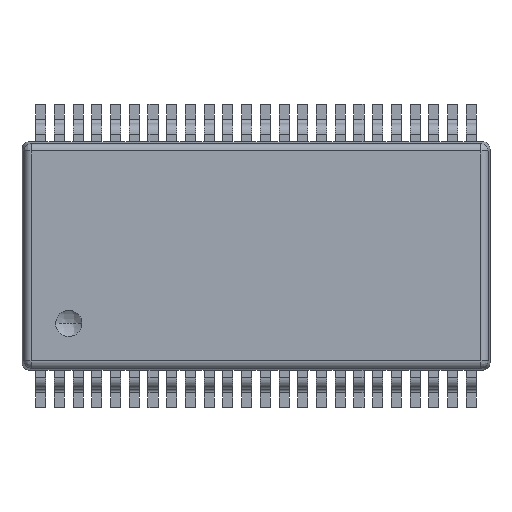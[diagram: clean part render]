
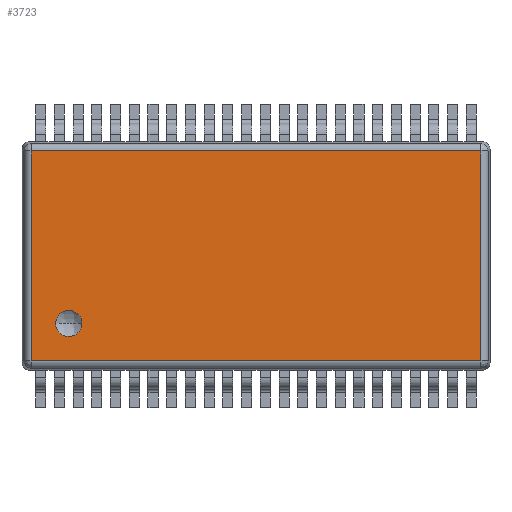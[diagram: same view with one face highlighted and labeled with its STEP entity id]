
A CAD part, top view. The second image highlights one B-rep face of the part: STEP entity #3723.
In plain terms, the highlighted planar face has unit normal (0, 0, 1).
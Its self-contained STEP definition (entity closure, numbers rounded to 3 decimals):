
#856 = CARTESIAN_POINT ( 'NONE',  ( 6.003, -3.05, 1.1 ) ) ;
#1158 = FACE_BOUND ( 'NONE', #4842, .T. ) ;
#1274 = CARTESIAN_POINT ( 'NONE',  ( -6.003, -3.05, 1.1 ) ) ;
#1643 = ORIENTED_EDGE ( 'NONE', *, *, #4993, .T. ) ;
#1646 = LINE ( 'NONE', #23483, #5383 ) ;
#2605 = EDGE_CURVE ( 'NONE', #5729, #11202, #4105, .T. ) ;
#2666 = CARTESIAN_POINT ( 'NONE',  ( -5.182, -2.113, 1.1 ) ) ;
#2686 = CARTESIAN_POINT ( 'NONE',  ( -4.65, -1.8, 1.1 ) ) ;
#2722 = PLANE ( 'NONE',  #12205 ) ;
#3723 = ADVANCED_FACE ( 'NONE', ( #17652, #1158 ), #2722, .T. ) ;
#4056 = DIRECTION ( 'NONE',  ( 1., 0., 0. ) ) ;
#4105 = B_SPLINE_CURVE_WITH_KNOTS ( 'NONE', 3,
 ( #20236, #7618, #5820, #20349, #10722, #8935, #6294, #11539, #6178, #2686 ),
 .UNSPECIFIED., .F., .F.,
 ( 4, 2, 2, 2, 4 ),
 ( 0.001, 0.001, 0.002, 0.002, 0.002 ),
 .UNSPECIFIED. ) ;
#4405 = VERTEX_POINT ( 'NONE', #9472 ) ;
#4455 = VERTEX_POINT ( 'NONE', #18647 ) ;
#4829 = CARTESIAN_POINT ( 'NONE',  ( -5.091, -2.15, 1.1 ) ) ;
#4842 = EDGE_LOOP ( 'NONE', ( #12684, #10556 ) ) ;
#4922 = DIRECTION ( 'NONE',  ( 0., -1., 0. ) ) ;
#4945 = CARTESIAN_POINT ( 'NONE',  ( -4.817, -2.112, 1.1 ) ) ;
#4993 = EDGE_CURVE ( 'NONE', #6547, #22977, #1646, .T. ) ;
#5383 = VECTOR ( 'NONE', #23255, 1000. ) ;
#5729 = VERTEX_POINT ( 'NONE', #6174 ) ;
#5820 = CARTESIAN_POINT ( 'NONE',  ( -5.312, -1.617, 1.1 ) ) ;
#5860 = CARTESIAN_POINT ( 'NONE',  ( -6.25, -2.803, 1.1 ) ) ;
#6174 = CARTESIAN_POINT ( 'NONE',  ( -5.35, -1.8, 1.1 ) ) ;
#6178 = CARTESIAN_POINT ( 'NONE',  ( -4.65, -1.708, 1.1 ) ) ;
#6294 = CARTESIAN_POINT ( 'NONE',  ( -4.818, -1.487, 1.1 ) ) ;
#6332 = DIRECTION ( 'NONE',  ( 1., 0., 0. ) ) ;
#6516 = CARTESIAN_POINT ( 'NONE',  ( -4.908, -2.15, 1.1 ) ) ;
#6547 = VERTEX_POINT ( 'NONE', #21448 ) ;
#7194 = CARTESIAN_POINT ( 'NONE',  ( -4.65, -1.8, 1.1 ) ) ;
#7618 = CARTESIAN_POINT ( 'NONE',  ( -5.35, -1.708, 1.1 ) ) ;
#8528 = CARTESIAN_POINT ( 'NONE',  ( -4.65, -1.8, 1.1 ) ) ;
#8827 = DIRECTION ( 'NONE',  ( 0., 1., 0. ) ) ;
#8935 = CARTESIAN_POINT ( 'NONE',  ( -4.909, -1.45, 1.1 ) ) ;
#9472 = CARTESIAN_POINT ( 'NONE',  ( -6.003, -2.803, 1.1 ) ) ;
#9895 = DIRECTION ( 'NONE',  ( 0., 0., 1. ) ) ;
#10196 = CARTESIAN_POINT ( 'NONE',  ( -5.35, -1.893, 1.1 ) ) ;
#10312 = EDGE_CURVE ( 'NONE', #4405, #22977, #20624, .T. ) ;
#10556 = ORIENTED_EDGE ( 'NONE', *, *, #2605, .T. ) ;
#10722 = CARTESIAN_POINT ( 'NONE',  ( -5.092, -1.45, 1.1 ) ) ;
#10927 = VECTOR ( 'NONE', #4922, 1000. ) ;
#10940 = EDGE_CURVE ( 'NONE', #6547, #4455, #22577, .T. ) ;
#11202 = VERTEX_POINT ( 'NONE', #7194 ) ;
#11539 = CARTESIAN_POINT ( 'NONE',  ( -4.687, -1.618, 1.1 ) ) ;
#12205 = AXIS2_PLACEMENT_3D ( 'NONE', #22650, #9895, #6332 ) ;
#12684 = ORIENTED_EDGE ( 'NONE', *, *, #20667, .T. ) ;
#12808 = VECTOR ( 'NONE', #8827, 1000. ) ;
#13364 = LINE ( 'NONE', #5860, #17623 ) ;
#14094 = B_SPLINE_CURVE_WITH_KNOTS ( 'NONE', 3,
 ( #8528, #19013, #22948, #4945, #6516, #4829, #2666, #21157, #10196, #17126 ),
 .UNSPECIFIED., .F., .F.,
 ( 4, 2, 2, 2, 4 ),
 ( 0., 0., 0.001, 0.001, 0.001 ),
 .UNSPECIFIED. ) ;
#17126 = CARTESIAN_POINT ( 'NONE',  ( -5.35, -1.8, 1.1 ) ) ;
#17283 = ORIENTED_EDGE ( 'NONE', *, *, #10940, .F. ) ;
#17480 = ORIENTED_EDGE ( 'NONE', *, *, #10312, .F. ) ;
#17623 = VECTOR ( 'NONE', #4056, 1000. ) ;
#17652 = FACE_OUTER_BOUND ( 'NONE', #19230, .T. ) ;
#18183 = CARTESIAN_POINT ( 'NONE',  ( -6.003, 2.803, 1.1 ) ) ;
#18647 = CARTESIAN_POINT ( 'NONE',  ( 6.003, -2.803, 1.1 ) ) ;
#19013 = CARTESIAN_POINT ( 'NONE',  ( -4.65, -1.893, 1.1 ) ) ;
#19230 = EDGE_LOOP ( 'NONE', ( #17283, #1643, #17480, #19415 ) ) ;
#19415 = ORIENTED_EDGE ( 'NONE', *, *, #23513, .T. ) ;
#20236 = CARTESIAN_POINT ( 'NONE',  ( -5.35, -1.8, 1.1 ) ) ;
#20349 = CARTESIAN_POINT ( 'NONE',  ( -5.183, -1.488, 1.1 ) ) ;
#20624 = LINE ( 'NONE', #1274, #12808 ) ;
#20667 = EDGE_CURVE ( 'NONE', #11202, #5729, #14094, .T. ) ;
#21157 = CARTESIAN_POINT ( 'NONE',  ( -5.313, -1.982, 1.1 ) ) ;
#21448 = CARTESIAN_POINT ( 'NONE',  ( 6.003, 2.803, 1.1 ) ) ;
#22577 = LINE ( 'NONE', #856, #10927 ) ;
#22650 = CARTESIAN_POINT ( 'NONE',  ( -6.25, -3.05, 1.1 ) ) ;
#22948 = CARTESIAN_POINT ( 'NONE',  ( -4.688, -1.983, 1.1 ) ) ;
#22977 = VERTEX_POINT ( 'NONE', #18183 ) ;
#23255 = DIRECTION ( 'NONE',  ( -1., 0., 0. ) ) ;
#23483 = CARTESIAN_POINT ( 'NONE',  ( -6.25, 2.803, 1.1 ) ) ;
#23513 = EDGE_CURVE ( 'NONE', #4405, #4455, #13364, .T. ) ;
